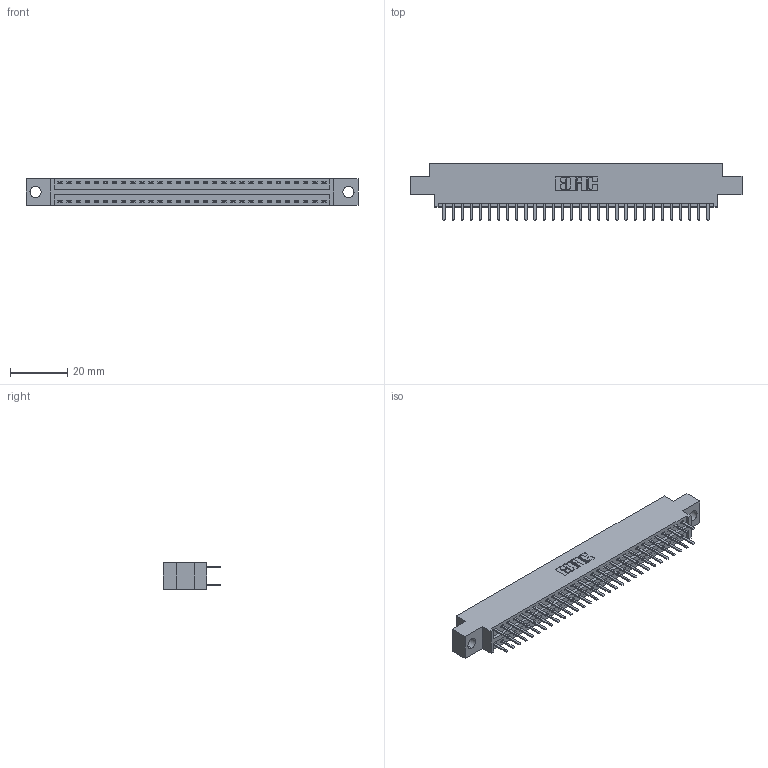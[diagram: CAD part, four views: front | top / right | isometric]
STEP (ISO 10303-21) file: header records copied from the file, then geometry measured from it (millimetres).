
FILE_DESCRIPTION (( 'STEP AP203' ), '1' );
FILE_NAME ('396-060-520-804.STEP', '2019-11-02T08:51:56', ( '' ), ( '' ), 'SwSTEP 2.0', 'SolidWorks 2016', '' );
FILE_SCHEMA (( 'CONFIG_CONTROL_DESIGN' ));
Length unit declared in the file: inch
Products named in the file (3): 346 Part_0.170 Offset - 0.156 Dia-TH; 345-292-001_345-293-120; 396-060-520-804
Assembly tree (61 placements, depth 2):
  396-060-520-804
    346 Part_0.170 Offset - 0.156 Dia-TH
    345-292-001_345-293-120  x60
Bounding box: 115.82 x 20.02 x 9.4 mm (x, y, z)
Volume: 10932.2 mm3; surface area: 14769.6 mm2
Topology: 61 solids, 61 shells, 3486 faces, 10121 edges, 6586 vertices
Faces by surface type: plane 2300, cylinder 1186
Entity records: 21443 total; most frequent: CARTESIAN_POINT 3564, ORIENTED_EDGE 3486, DIRECTION 3179, EDGE_CURVE 1743, VECTOR 1487, LINE 1487, VERTEX_POINT 1158, AXIS2_PLACEMENT_3D 846
